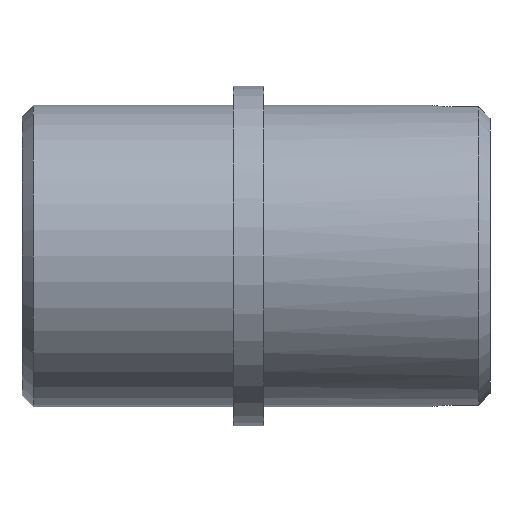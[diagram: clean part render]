
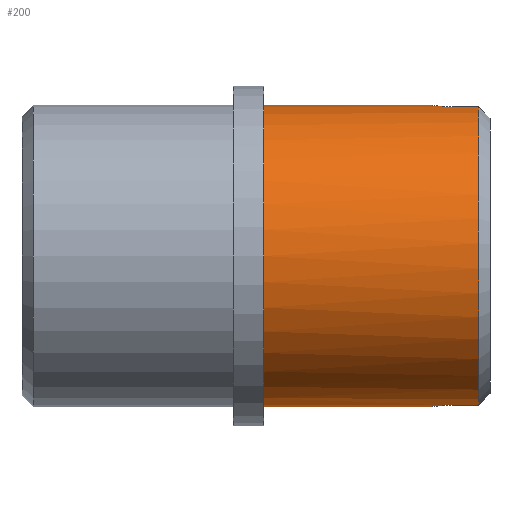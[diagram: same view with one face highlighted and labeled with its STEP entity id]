
A CAD part, front view. The second image highlights one B-rep face of the part: STEP entity #200.
In plain terms, the highlighted cylindrical face has radius 20 mm (diameter 40 mm), a partial arc.
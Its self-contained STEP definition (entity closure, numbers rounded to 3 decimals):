
#5 = B_SPLINE_CURVE_WITH_KNOTS ( 'NONE', 3,
 ( #1037, #916, #859, #858, #855, #851, #850, #832, #827, #826, #821, #812, #925, #809, #930, #800, #794, #973 ),
 .UNSPECIFIED., .F., .F.,
 ( 4, 2, 2, 2, 2, 2, 2, 2, 4 ),
 ( 0., 0.001, 0.001, 0.002, 0.002, 0.003, 0.004, 0.004, 0.005 ),
 .UNSPECIFIED. ) ;
#6 = B_SPLINE_CURVE_WITH_KNOTS ( 'NONE', 3,
 ( #1010, #991, #977, #972, #814, #969, #962, #959, #968, #954, #938, #975, #931, #923, #927, #926, #921, #955 ),
 .UNSPECIFIED., .F., .F.,
 ( 4, 2, 2, 2, 2, 2, 2, 2, 4 ),
 ( 0., 0.001, 0.001, 0.002, 0.002, 0.003, 0.004, 0.004, 0.005 ),
 .UNSPECIFIED. ) ;
#18 = EDGE_CURVE ( 'NONE', #579, #561, #788, .T. ) ;
#34 = AXIS2_PLACEMENT_3D ( 'NONE', #895, #896, #900 ) ;
#85 = AXIS2_PLACEMENT_3D ( 'NONE', #891, #890, #880 ) ;
#86 = AXIS2_PLACEMENT_3D ( 'NONE', #984, #810, #980 ) ;
#122 = EDGE_CURVE ( 'NONE', #592, #557, #516, .T. ) ;
#143 = EDGE_CURVE ( 'NONE', #561, #557, #490, .T. ) ;
#144 = EDGE_CURVE ( 'NONE', #579, #584, #6, .T. ) ;
#145 = EDGE_CURVE ( 'NONE', #584, #559, #488, .T. ) ;
#146 = EDGE_CURVE ( 'NONE', #559, #572, #496, .T. ) ;
#147 = EDGE_CURVE ( 'NONE', #560, #572, #485, .T. ) ;
#148 = EDGE_CURVE ( 'NONE', #560, #592, #5, .T. ) ;
#200 = ADVANCED_FACE ( 'NONE', ( #368 ), #400, .T. ) ;
#240 = DIRECTION ( 'NONE',  ( -1., 0., 0. ) ) ;
#271 = CARTESIAN_POINT ( 'NONE',  ( 0., 0., -20. ) ) ;
#299 = CARTESIAN_POINT ( 'NONE',  ( 0., 0., 20. ) ) ;
#305 = DIRECTION ( 'NONE',  ( -1., 0., 0. ) ) ;
#368 = FACE_OUTER_BOUND ( 'NONE', #637, .T. ) ;
#400 = CYLINDRICAL_SURFACE ( 'NONE', #34, 20. ) ;
#483 = VECTOR ( 'NONE', #898, 1000. ) ;
#485 = LINE ( 'NONE', #1029, #483 ) ;
#487 = VECTOR ( 'NONE', #917, 1000. ) ;
#488 = LINE ( 'NONE', #910, #487 ) ;
#490 = CIRCLE ( 'NONE', #86, 20. ) ;
#496 = CIRCLE ( 'NONE', #85, 20. ) ;
#513 = VECTOR ( 'NONE', #305, 1000. ) ;
#516 = LINE ( 'NONE', #299, #513 ) ;
#545 = VECTOR ( 'NONE', #240, 1000. ) ;
#557 = VERTEX_POINT ( 'NONE', #829 ) ;
#559 = VERTEX_POINT ( 'NONE', #825 ) ;
#560 = VERTEX_POINT ( 'NONE', #824 ) ;
#561 = VERTEX_POINT ( 'NONE', #823 ) ;
#572 = VERTEX_POINT ( 'NONE', #806 ) ;
#579 = VERTEX_POINT ( 'NONE', #798 ) ;
#584 = VERTEX_POINT ( 'NONE', #791 ) ;
#592 = VERTEX_POINT ( 'NONE', #1006 ) ;
#637 = EDGE_LOOP ( 'NONE', ( #698, #699, #700, #701, #702, #703, #704, #706 ) ) ;
#698 = ORIENTED_EDGE ( 'NONE', *, *, #18, .F. ) ;
#699 = ORIENTED_EDGE ( 'NONE', *, *, #144, .T. ) ;
#700 = ORIENTED_EDGE ( 'NONE', *, *, #145, .T. ) ;
#701 = ORIENTED_EDGE ( 'NONE', *, *, #146, .T. ) ;
#702 = ORIENTED_EDGE ( 'NONE', *, *, #147, .F. ) ;
#703 = ORIENTED_EDGE ( 'NONE', *, *, #148, .T. ) ;
#704 = ORIENTED_EDGE ( 'NONE', *, *, #122, .T. ) ;
#706 = ORIENTED_EDGE ( 'NONE', *, *, #143, .F. ) ;
#788 = LINE ( 'NONE', #271, #545 ) ;
#791 = CARTESIAN_POINT ( 'NONE',  ( 57., -3., -19.774 ) ) ;
#794 = CARTESIAN_POINT ( 'NONE',  ( 54., -0.198, 20. ) ) ;
#798 = CARTESIAN_POINT ( 'NONE',  ( 54., 0., -20. ) ) ;
#800 = CARTESIAN_POINT ( 'NONE',  ( 54.019, -0.394, 19.997 ) ) ;
#806 = CARTESIAN_POINT ( 'NONE',  ( 60.5, -3., 19.774 ) ) ;
#809 = CARTESIAN_POINT ( 'NONE',  ( 54.155, -0.971, 19.977 ) ) ;
#810 = DIRECTION ( 'NONE',  ( -1., 0., 0. ) ) ;
#812 = CARTESIAN_POINT ( 'NONE',  ( 54.398, -1.506, 19.944 ) ) ;
#814 = CARTESIAN_POINT ( 'NONE',  ( 54.154, -0.968, -19.977 ) ) ;
#821 = CARTESIAN_POINT ( 'NONE',  ( 54.617, -1.833, 19.916 ) ) ;
#823 = CARTESIAN_POINT ( 'NONE',  ( 32., 0., -20. ) ) ;
#824 = CARTESIAN_POINT ( 'NONE',  ( 57., -3., 19.774 ) ) ;
#825 = CARTESIAN_POINT ( 'NONE',  ( 60.5, -3., -19.774 ) ) ;
#826 = CARTESIAN_POINT ( 'NONE',  ( 54.741, -1.984, 19.902 ) ) ;
#827 = CARTESIAN_POINT ( 'NONE',  ( 55.018, -2.26, 19.872 ) ) ;
#829 = CARTESIAN_POINT ( 'NONE',  ( 32., 0., 20. ) ) ;
#832 = CARTESIAN_POINT ( 'NONE',  ( 55.172, -2.386, 19.857 ) ) ;
#850 = CARTESIAN_POINT ( 'NONE',  ( 55.497, -2.604, 19.83 ) ) ;
#851 = CARTESIAN_POINT ( 'NONE',  ( 55.669, -2.696, 19.818 ) ) ;
#855 = CARTESIAN_POINT ( 'NONE',  ( 56.032, -2.846, 19.797 ) ) ;
#858 = CARTESIAN_POINT ( 'NONE',  ( 56.223, -2.904, 19.788 ) ) ;
#859 = CARTESIAN_POINT ( 'NONE',  ( 56.607, -2.981, 19.777 ) ) ;
#880 = DIRECTION ( 'NONE',  ( 0., 0., 1. ) ) ;
#890 = DIRECTION ( 'NONE',  ( -1., 0., 0. ) ) ;
#891 = CARTESIAN_POINT ( 'NONE',  ( 60.5, 0., 0. ) ) ;
#895 = CARTESIAN_POINT ( 'NONE',  ( 0., 0., 0. ) ) ;
#896 = DIRECTION ( 'NONE',  ( -1., 0., 0. ) ) ;
#898 = DIRECTION ( 'NONE',  ( 1., 0., 0. ) ) ;
#900 = DIRECTION ( 'NONE',  ( 0., 0., 1. ) ) ;
#910 = CARTESIAN_POINT ( 'NONE',  ( 54., -3., -19.774 ) ) ;
#916 = CARTESIAN_POINT ( 'NONE',  ( 56.802, -3., 19.774 ) ) ;
#917 = DIRECTION ( 'NONE',  ( 1., 0., 0. ) ) ;
#921 = CARTESIAN_POINT ( 'NONE',  ( 56.802, -3., -19.774 ) ) ;
#923 = CARTESIAN_POINT ( 'NONE',  ( 56.029, -2.845, -19.797 ) ) ;
#925 = CARTESIAN_POINT ( 'NONE',  ( 54.305, -1.332, 19.956 ) ) ;
#926 = CARTESIAN_POINT ( 'NONE',  ( 56.606, -2.981, -19.777 ) ) ;
#927 = CARTESIAN_POINT ( 'NONE',  ( 56.218, -2.903, -19.788 ) ) ;
#930 = CARTESIAN_POINT ( 'NONE',  ( 54.097, -0.782, 19.986 ) ) ;
#931 = CARTESIAN_POINT ( 'NONE',  ( 55.668, -2.695, -19.818 ) ) ;
#938 = CARTESIAN_POINT ( 'NONE',  ( 55.167, -2.383, -19.858 ) ) ;
#954 = CARTESIAN_POINT ( 'NONE',  ( 55.016, -2.259, -19.873 ) ) ;
#955 = CARTESIAN_POINT ( 'NONE',  ( 57., -3., -19.774 ) ) ;
#959 = CARTESIAN_POINT ( 'NONE',  ( 54.614, -1.828, -19.917 ) ) ;
#962 = CARTESIAN_POINT ( 'NONE',  ( 54.396, -1.503, -19.944 ) ) ;
#968 = CARTESIAN_POINT ( 'NONE',  ( 54.74, -1.983, -19.902 ) ) ;
#969 = CARTESIAN_POINT ( 'NONE',  ( 54.304, -1.331, -19.957 ) ) ;
#972 = CARTESIAN_POINT ( 'NONE',  ( 54.096, -0.777, -19.986 ) ) ;
#973 = CARTESIAN_POINT ( 'NONE',  ( 54., 0., 20. ) ) ;
#975 = CARTESIAN_POINT ( 'NONE',  ( 55.494, -2.602, -19.83 ) ) ;
#977 = CARTESIAN_POINT ( 'NONE',  ( 54.019, -0.393, -19.997 ) ) ;
#980 = DIRECTION ( 'NONE',  ( 0., 0., 1. ) ) ;
#984 = CARTESIAN_POINT ( 'NONE',  ( 32., 0., 0. ) ) ;
#991 = CARTESIAN_POINT ( 'NONE',  ( 54., -0.198, -20. ) ) ;
#1006 = CARTESIAN_POINT ( 'NONE',  ( 54., 0., 20. ) ) ;
#1010 = CARTESIAN_POINT ( 'NONE',  ( 54., 0., -20. ) ) ;
#1029 = CARTESIAN_POINT ( 'NONE',  ( 54., -3., 19.774 ) ) ;
#1037 = CARTESIAN_POINT ( 'NONE',  ( 57., -3., 19.774 ) ) ;
